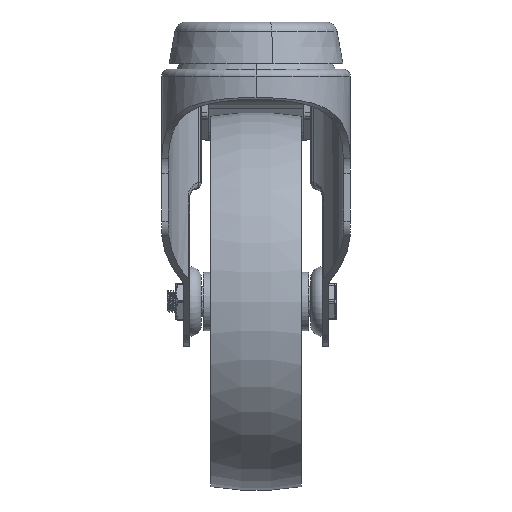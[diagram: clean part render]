
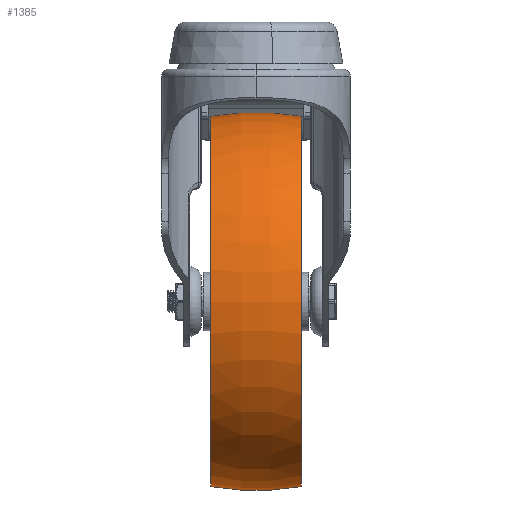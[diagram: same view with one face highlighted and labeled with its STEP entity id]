
A CAD part, left-side view. The second image highlights one B-rep face of the part: STEP entity #1385.
In plain terms, the highlighted toroidal (fillet/blend) face has major radius 22.5 mm and minor radius 72.5 mm.
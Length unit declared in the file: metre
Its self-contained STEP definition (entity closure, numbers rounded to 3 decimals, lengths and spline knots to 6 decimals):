
#1385=ADVANCED_FACE('',(#2480),#2481,.T.);
#2480=FACE_OUTER_BOUND('',#4958,.T.);
#2481=TOROIDAL_SURFACE('',#4959,-0.0225,0.0725);
#4958=EDGE_LOOP('',(#15919,#15920,#15921,#15922));
#4959=AXIS2_PLACEMENT_3D('',#15923,#15924,#15925);
#15919=ORIENTED_EDGE('',*,*,#18548,.T.);
#15920=ORIENTED_EDGE('',*,*,#18576,.F.);
#15921=ORIENTED_EDGE('',*,*,#18550,.T.);
#15922=ORIENTED_EDGE('',*,*,#18575,.T.);
#15923=CARTESIAN_POINT('',(0.0,0.,0.0));
#15924=DIRECTION('',(0.0,1.0,0.0));
#15925=DIRECTION('',(0.0,0.0,1.0));
#18548=EDGE_CURVE('',#20786,#20787,#20788,.T.);
#18550=EDGE_CURVE('',#20791,#20789,#20792,.T.);
#18575=EDGE_CURVE('',#20789,#20786,#20829,.T.);
#18576=EDGE_CURVE('',#20791,#20787,#20830,.T.);
#20786=VERTEX_POINT('',#24615);
#20787=VERTEX_POINT('',#24616);
#20788=CIRCLE('',#24617,0.0725);
#20789=VERTEX_POINT('',#24618);
#20791=VERTEX_POINT('',#24620);
#20792=CIRCLE('',#24621,0.0725);
#20829=CIRCLE('',#24666,0.049);
#20830=CIRCLE('',#24667,0.049);
#24615=CARTESIAN_POINT('',(0.0,-0.012,0.049));
#24616=CARTESIAN_POINT('',(0.0,0.012,0.049));
#24617=AXIS2_PLACEMENT_3D('',#36536,#36537,#36538);
#24618=CARTESIAN_POINT('',(0.,-0.012,-0.049));
#24620=CARTESIAN_POINT('',(0.,0.012,-0.049));
#24621=AXIS2_PLACEMENT_3D('',#36542,#36543,#36544);
#24666=AXIS2_PLACEMENT_3D('',#36601,#36602,#36603);
#24667=AXIS2_PLACEMENT_3D('',#36604,#36605,#36606);
#36536=CARTESIAN_POINT('',(0.,0.,-0.0225));
#36537=DIRECTION('',(-1.0,0.0,0.));
#36538=DIRECTION('',(0.,-0.0,1.0));
#36542=CARTESIAN_POINT('',(0.,0.,0.0225));
#36543=DIRECTION('',(-1.0,0.0,0.));
#36544=DIRECTION('',(0.,0.0,-1.0));
#36601=CARTESIAN_POINT('',(0.0,-0.012,0.0));
#36602=DIRECTION('',(0.0,1.0,0.0));
#36603=DIRECTION('',(0.0,0.0,1.0));
#36604=CARTESIAN_POINT('',(0.0,0.012,0.0));
#36605=DIRECTION('',(0.0,1.0,0.0));
#36606=DIRECTION('',(0.0,0.0,1.0));
